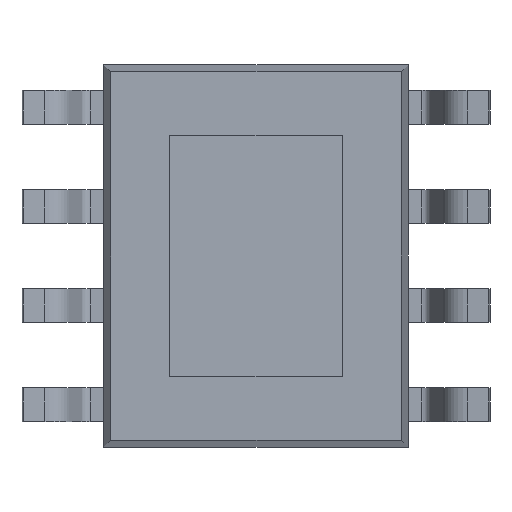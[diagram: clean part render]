
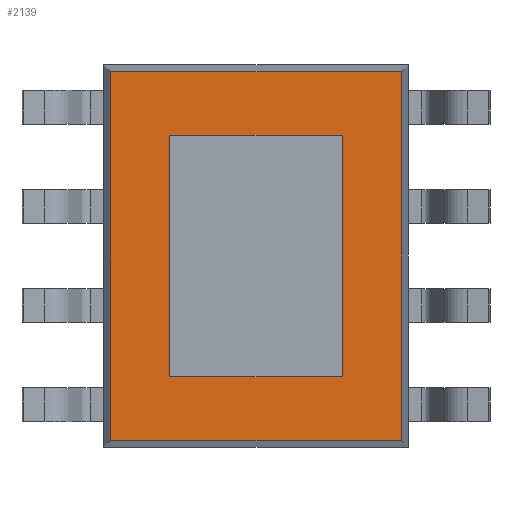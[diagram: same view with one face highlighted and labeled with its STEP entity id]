
A CAD part, front view. The second image highlights one B-rep face of the part: STEP entity #2139.
In plain terms, the highlighted planar face has unit normal (0, -1, 0).
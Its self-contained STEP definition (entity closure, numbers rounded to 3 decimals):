
#30 = CARTESIAN_POINT ( 'NONE',  ( -1.861, 0.15, 2.45 ) ) ;
#88 = VERTEX_POINT ( 'NONE', #533 ) ;
#110 = EDGE_CURVE ( 'NONE', #2831, #4141, #270, .T. ) ;
#133 = VECTOR ( 'NONE', #2538, 1000. ) ;
#214 = DIRECTION ( 'NONE',  ( 0., 0., -1. ) ) ;
#270 = LINE ( 'NONE', #2567, #319 ) ;
#284 = AXIS2_PLACEMENT_3D ( 'NONE', #1117, #2763, #3056 ) ;
#319 = VECTOR ( 'NONE', #1244, 1000. ) ;
#452 = VERTEX_POINT ( 'NONE', #4088 ) ;
#514 = VECTOR ( 'NONE', #2417, 1000. ) ;
#533 = CARTESIAN_POINT ( 'NONE',  ( -1.105, 0.15, -1.55 ) ) ;
#559 = CARTESIAN_POINT ( 'NONE',  ( -1.861, 0.15, -2.361 ) ) ;
#686 = LINE ( 'NONE', #30, #3691 ) ;
#724 = VERTEX_POINT ( 'NONE', #559 ) ;
#818 = VERTEX_POINT ( 'NONE', #2454 ) ;
#846 = ORIENTED_EDGE ( 'NONE', *, *, #4177, .F. ) ;
#870 = ORIENTED_EDGE ( 'NONE', *, *, #3657, .T. ) ;
#999 = EDGE_CURVE ( 'NONE', #724, #452, #1610, .T. ) ;
#1089 = PLANE ( 'NONE',  #284 ) ;
#1117 = CARTESIAN_POINT ( 'NONE',  ( 0., 0.15, 0. ) ) ;
#1217 = CARTESIAN_POINT ( 'NONE',  ( -1.105, 0.15, -1.55 ) ) ;
#1244 = DIRECTION ( 'NONE',  ( 0., 0., 1. ) ) ;
#1314 = CARTESIAN_POINT ( 'NONE',  ( -1.861, 0.15, 2.361 ) ) ;
#1460 = CARTESIAN_POINT ( 'NONE',  ( 1.105, 0.15, -1.55 ) ) ;
#1610 = LINE ( 'NONE', #2591, #133 ) ;
#1613 = DIRECTION ( 'NONE',  ( -1., 0., 0. ) ) ;
#1749 = DIRECTION ( 'NONE',  ( 1., 0., 0. ) ) ;
#1798 = VECTOR ( 'NONE', #1749, 1000. ) ;
#1819 = LINE ( 'NONE', #1460, #1798 ) ;
#1836 = CARTESIAN_POINT ( 'NONE',  ( 1.105, 0.15, 1.55 ) ) ;
#2021 = LINE ( 'NONE', #3065, #3576 ) ;
#2045 = CARTESIAN_POINT ( 'NONE',  ( -1.105, 0.15, 1.55 ) ) ;
#2058 = VERTEX_POINT ( 'NONE', #2045 ) ;
#2130 = CARTESIAN_POINT ( 'NONE',  ( 1.95, 0.15, 2.361 ) ) ;
#2139 = ADVANCED_FACE ( 'NONE', ( #2430, #2455 ), #1089, .T. ) ;
#2169 = VERTEX_POINT ( 'NONE', #1314 ) ;
#2305 = EDGE_CURVE ( 'NONE', #452, #818, #4087, .T. ) ;
#2375 = LINE ( 'NONE', #1217, #3812 ) ;
#2417 = DIRECTION ( 'NONE',  ( -1., 0., 0. ) ) ;
#2430 = FACE_BOUND ( 'NONE', #3901, .T. ) ;
#2454 = CARTESIAN_POINT ( 'NONE',  ( 1.861, 0.15, 2.361 ) ) ;
#2455 = FACE_OUTER_BOUND ( 'NONE', #3784, .T. ) ;
#2538 = DIRECTION ( 'NONE',  ( 1., 0., 0. ) ) ;
#2567 = CARTESIAN_POINT ( 'NONE',  ( 1.105, 0.15, -1.55 ) ) ;
#2591 = CARTESIAN_POINT ( 'NONE',  ( -1.95, 0.15, -2.361 ) ) ;
#2610 = VECTOR ( 'NONE', #3573, 1000. ) ;
#2689 = CARTESIAN_POINT ( 'NONE',  ( 1.861, 0.15, -2.45 ) ) ;
#2763 = DIRECTION ( 'NONE',  ( 0., -1., 0. ) ) ;
#2831 = VERTEX_POINT ( 'NONE', #3876 ) ;
#2867 = ORIENTED_EDGE ( 'NONE', *, *, #3359, .F. ) ;
#2912 = DIRECTION ( 'NONE',  ( 0., 0., -1. ) ) ;
#3001 = ORIENTED_EDGE ( 'NONE', *, *, #999, .T. ) ;
#3056 = DIRECTION ( 'NONE',  ( 0., 0., -1. ) ) ;
#3065 = CARTESIAN_POINT ( 'NONE',  ( 1.105, 0.15, 1.55 ) ) ;
#3359 = EDGE_CURVE ( 'NONE', #88, #2831, #1819, .T. ) ;
#3494 = LINE ( 'NONE', #2130, #514 ) ;
#3565 = EDGE_CURVE ( 'NONE', #4141, #2058, #2021, .T. ) ;
#3573 = DIRECTION ( 'NONE',  ( 0., 0., 1. ) ) ;
#3576 = VECTOR ( 'NONE', #1613, 1000. ) ;
#3657 = EDGE_CURVE ( 'NONE', #818, #2169, #3494, .T. ) ;
#3691 = VECTOR ( 'NONE', #214, 1000. ) ;
#3784 = EDGE_LOOP ( 'NONE', ( #3001, #4285, #870, #4169 ) ) ;
#3812 = VECTOR ( 'NONE', #2912, 1000. ) ;
#3876 = CARTESIAN_POINT ( 'NONE',  ( 1.105, 0.15, -1.55 ) ) ;
#3901 = EDGE_LOOP ( 'NONE', ( #846, #4180, #4287, #2867 ) ) ;
#4029 = EDGE_CURVE ( 'NONE', #2169, #724, #686, .T. ) ;
#4087 = LINE ( 'NONE', #2689, #2610 ) ;
#4088 = CARTESIAN_POINT ( 'NONE',  ( 1.861, 0.15, -2.361 ) ) ;
#4141 = VERTEX_POINT ( 'NONE', #1836 ) ;
#4169 = ORIENTED_EDGE ( 'NONE', *, *, #4029, .T. ) ;
#4177 = EDGE_CURVE ( 'NONE', #2058, #88, #2375, .T. ) ;
#4180 = ORIENTED_EDGE ( 'NONE', *, *, #3565, .F. ) ;
#4285 = ORIENTED_EDGE ( 'NONE', *, *, #2305, .T. ) ;
#4287 = ORIENTED_EDGE ( 'NONE', *, *, #110, .F. ) ;
